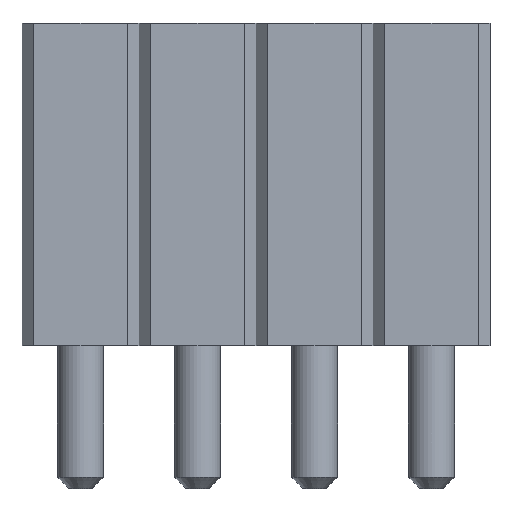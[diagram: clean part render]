
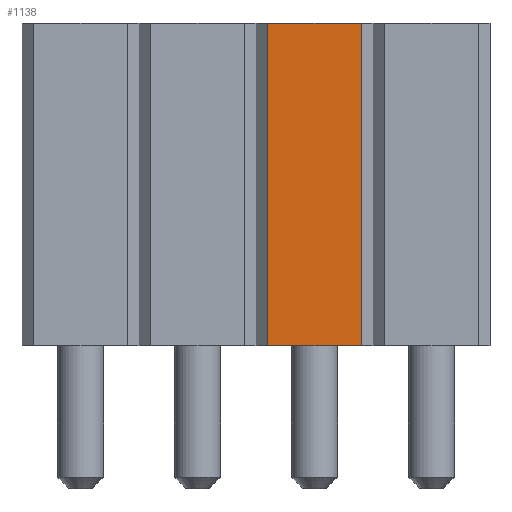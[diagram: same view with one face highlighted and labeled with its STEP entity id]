
A CAD part, front view. The second image highlights one B-rep face of the part: STEP entity #1138.
In plain terms, the highlighted planar face has unit normal (0, -1, 0).
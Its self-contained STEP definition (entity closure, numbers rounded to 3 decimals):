
#479 = VERTEX_POINT('',#480);
#480 = CARTESIAN_POINT('',(24.06,-1.27,0.));
#521 = VERTEX_POINT('',#522);
#522 = CARTESIAN_POINT('',(26.1,-1.27,0.));
#528 = EDGE_CURVE('',#521,#479,#529,.T.);
#529 = LINE('',#530,#531);
#530 = CARTESIAN_POINT('',(28.89,-1.27,0.));
#531 = VECTOR('',#532,1.);
#532 = DIRECTION('',(-1.,0.,0.));
#705 = VERTEX_POINT('',#706);
#706 = CARTESIAN_POINT('',(26.1,-1.27,7.));
#712 = EDGE_CURVE('',#705,#713,#715,.T.);
#713 = VERTEX_POINT('',#714);
#714 = CARTESIAN_POINT('',(24.06,-1.27,7.));
#715 = LINE('',#716,#717);
#716 = CARTESIAN_POINT('',(28.89,-1.27,7.));
#717 = VECTOR('',#718,1.);
#718 = DIRECTION('',(-1.,0.,0.));
#1128 = EDGE_CURVE('',#713,#479,#1129,.T.);
#1129 = LINE('',#1130,#1131);
#1130 = CARTESIAN_POINT('',(24.06,-1.27,7.));
#1131 = VECTOR('',#1132,1.);
#1132 = DIRECTION('',(-0.,-0.,-1.));
#1138 = ADVANCED_FACE('',(#1139),#1150,.T.);
#1139 = FACE_BOUND('',#1140,.T.);
#1140 = EDGE_LOOP('',(#1141,#1142,#1148,#1149));
#1141 = ORIENTED_EDGE('',*,*,#528,.F.);
#1142 = ORIENTED_EDGE('',*,*,#1143,.F.);
#1143 = EDGE_CURVE('',#705,#521,#1144,.T.);
#1144 = LINE('',#1145,#1146);
#1145 = CARTESIAN_POINT('',(26.1,-1.27,7.));
#1146 = VECTOR('',#1147,1.);
#1147 = DIRECTION('',(-0.,-0.,-1.));
#1148 = ORIENTED_EDGE('',*,*,#712,.T.);
#1149 = ORIENTED_EDGE('',*,*,#1128,.T.);
#1150 = PLANE('',#1151);
#1151 = AXIS2_PLACEMENT_3D('',#1152,#1153,#1154);
#1152 = CARTESIAN_POINT('',(28.89,-1.27,0.));
#1153 = DIRECTION('',(0.,-1.,0.));
#1154 = DIRECTION('',(-1.,0.,0.));
